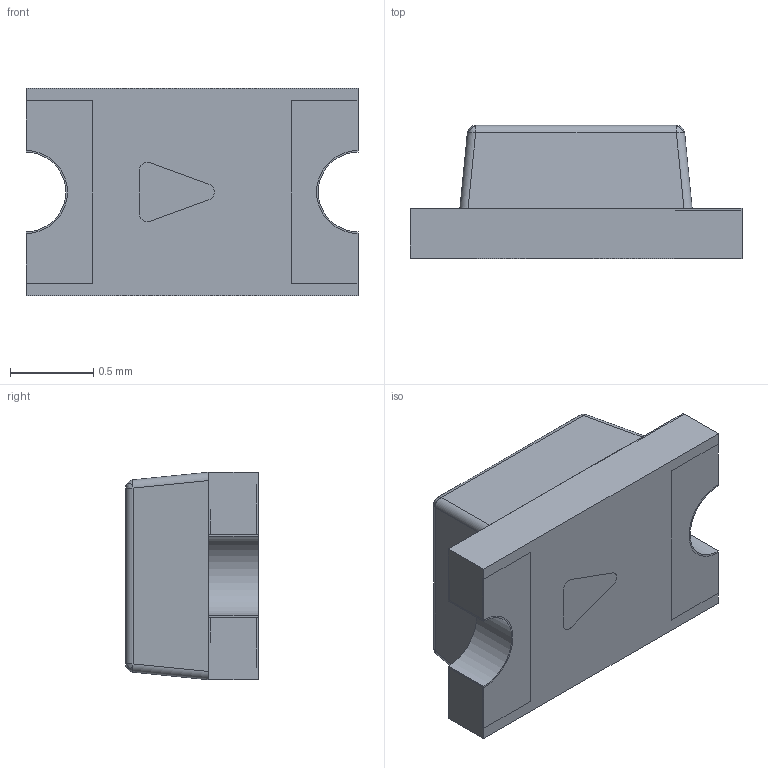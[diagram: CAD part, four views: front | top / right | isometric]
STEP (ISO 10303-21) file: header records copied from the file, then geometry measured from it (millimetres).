
FILE_DESCRIPTION (( 'STEP AP214' ), '1' );
FILE_NAME ('User Library-LED-0805.STEP', '2020-04-29T09:17:53', ( '' ), ( '' ), 'SwSTEP 2.0', 'SolidWorks 2019', '' );
FILE_SCHEMA (( 'AUTOMOTIVE_DESIGN' ));
Length unit declared in the file: millimetre
Products named in the file (3): LED-0805-Base; User Library-LED-0805; LED-0805-Glass
Assembly tree (2 placements, depth 2):
  User Library-LED-0805
    LED-0805-Base
    LED-0805-Glass
Bounding box: 2 x 0.8 x 1.25 mm (x, y, z)
Volume: 1.5 mm3; surface area: 17.4 mm2
Topology: 11 solids, 11 shells, 185 faces, 480 edges, 312 vertices
Faces by surface type: plane 123, cylinder 54, bspline 8
Entity records: 7896 total; most frequent: CARTESIAN_POINT 1106, DIRECTION 952, ORIENTED_EDGE 944, EDGE_CURVE 472, LINE 348, VECTOR 348, VERTEX_POINT 312, AXIS2_PLACEMENT_3D 302
